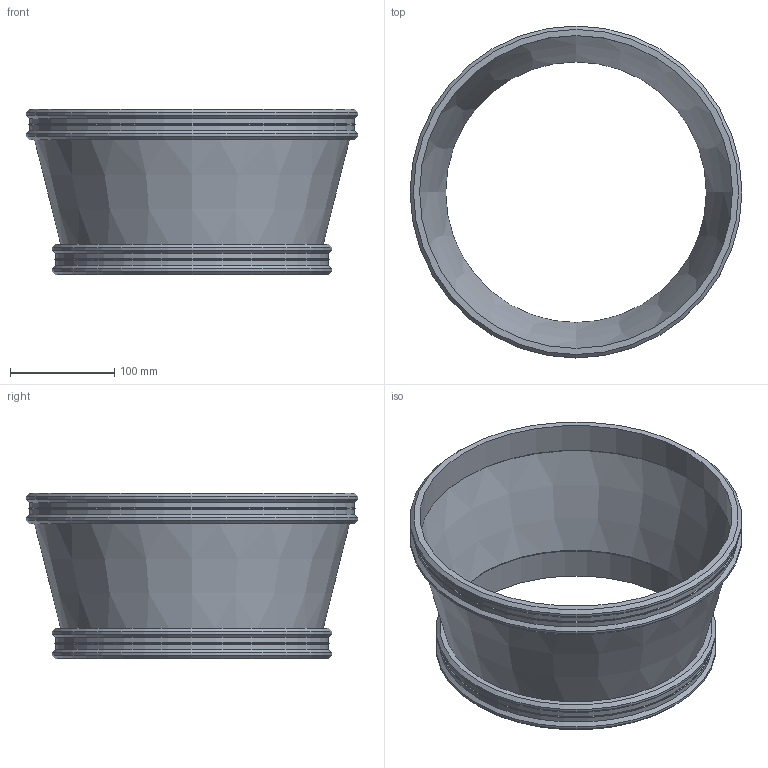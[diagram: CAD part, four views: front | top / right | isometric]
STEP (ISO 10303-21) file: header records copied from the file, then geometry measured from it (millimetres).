
FILE_DESCRIPTION(/* description */ (''),/* implementation_level */ '2;1');
FILE_NAME(/* name */ '21671 BFM Connector Tapered Seeflex 040E 300 mm Dia x 250 mm Dia x 100 mm L v2.step',/* time_stamp */ '2022-12-16T08:27:34+13:00',/* author */ (''),/* organization */ (''),/* preprocessor_version */ 'ST-DEVELOPER v19.2',/* originating_system */ 'Autodesk Translation Framework v11.17.0.187',/* authorisation */ '');
FILE_SCHEMA (('AUTOMOTIVE_DESIGN { 1 0 10303 214 3 1 1 }'));
Length unit declared in the file: millimetre
Products named in the file (1): 21671  BFM Connector Tapered Seeflex 040E 300 mm Dia x 250 mm Dia x 1
00 mm L
Bounding box: 318.4 x 318.4 x 158.8 mm (x, y, z)
Volume: 735144.2 mm3; surface area: 568866.3 mm2
Topology: 3 solids, 3 shells, 47 faces, 90 edges, 47 vertices
Faces by surface type: cone 28, cylinder 15, plane 4
Full cylindrical faces by diameter (mm): 250 x1, 261.8 x2, 268.4 x2, 300 x2, 311.8 x4, 318.4 x4
Entity records: 1202 total; most frequent: DIRECTION 233, CARTESIAN_POINT 185, ORIENTED_EDGE 180, AXIS2_PLACEMENT_3D 95, EDGE_CURVE 90, EDGE_LOOP 51, FACE_OUTER_BOUND 47, CIRCLE 47
